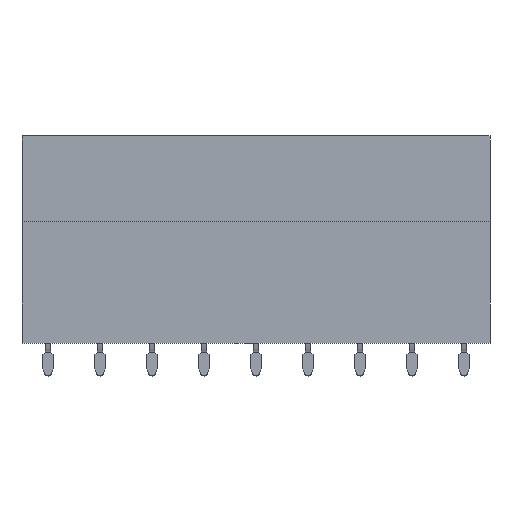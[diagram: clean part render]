
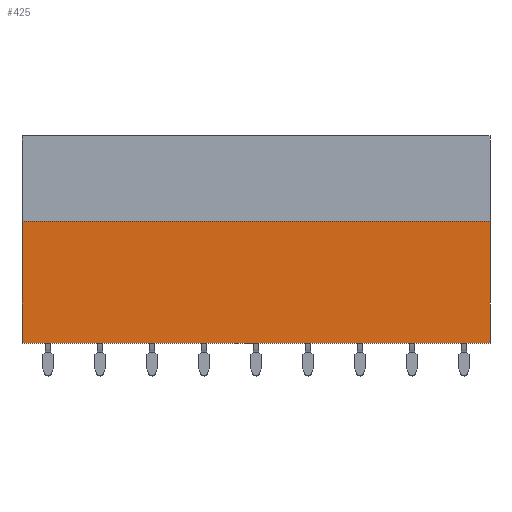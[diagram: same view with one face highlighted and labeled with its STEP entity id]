
A CAD part, front view. The second image highlights one B-rep face of the part: STEP entity #425.
In plain terms, the highlighted planar face has unit normal (0, -1, 0).
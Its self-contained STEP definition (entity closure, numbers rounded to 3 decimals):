
#398=AXIS2_PLACEMENT_3D('Plane Axis2P3D',#395,#396,#397) ;
#350=CARTESIAN_POINT('Vertex',(0.,0.,3.2)) ;
#353=CARTESIAN_POINT('Line Origine',(0.,0.,9.15)) ;
#357=CARTESIAN_POINT('Vertex',(0.,0.,15.1)) ;
#395=CARTESIAN_POINT('Axis2P3D Location',(5.08,0.,0.)) ;
#400=CARTESIAN_POINT('Line Origine',(45.72,0.,9.15)) ;
#404=CARTESIAN_POINT('Vertex',(45.72,0.,3.2)) ;
#406=CARTESIAN_POINT('Vertex',(45.72,0.,15.1)) ;
#409=CARTESIAN_POINT('Line Origine',(22.86,0.,15.1)) ;
#414=CARTESIAN_POINT('Line Origine',(22.86,0.,3.2)) ;
#354=DIRECTION('Vector Direction',(0.,0.,1.)) ;
#396=DIRECTION('Axis2P3D Direction',(0.,1.,-0.)) ;
#397=DIRECTION('Axis2P3D XDirection',(-1.,0.,0.)) ;
#401=DIRECTION('Vector Direction',(0.,0.,1.)) ;
#410=DIRECTION('Vector Direction',(1.,0.,0.)) ;
#415=DIRECTION('Vector Direction',(-1.,0.,0.)) ;
#355=VECTOR('Line Direction',#354,1.) ;
#402=VECTOR('Line Direction',#401,1.) ;
#411=VECTOR('Line Direction',#410,1.) ;
#416=VECTOR('Line Direction',#415,1.) ;
#420=ORIENTED_EDGE('',*,*,#408,.T.) ;
#421=ORIENTED_EDGE('',*,*,#413,.F.) ;
#422=ORIENTED_EDGE('',*,*,#359,.F.) ;
#423=ORIENTED_EDGE('',*,*,#418,.F.) ;
#425=ADVANCED_FACE('BLL 5.08/09/180 3.2 SN OR 1630780000',(#424),#399,.F.) ;
#359=EDGE_CURVE('',#351,#358,#356,.T.) ;
#408=EDGE_CURVE('',#405,#407,#403,.T.) ;
#413=EDGE_CURVE('',#358,#407,#412,.T.) ;
#418=EDGE_CURVE('',#405,#351,#417,.T.) ;
#419=EDGE_LOOP('',(#420,#421,#422,#423)) ;
#424=FACE_OUTER_BOUND('',#419,.T.) ;
#356=LINE('Line',#353,#355) ;
#403=LINE('Line',#400,#402) ;
#412=LINE('Line',#409,#411) ;
#417=LINE('Line',#414,#416) ;
#399=PLANE('',#398) ;
#351=VERTEX_POINT('',#350) ;
#358=VERTEX_POINT('',#357) ;
#405=VERTEX_POINT('',#404) ;
#407=VERTEX_POINT('',#406) ;
